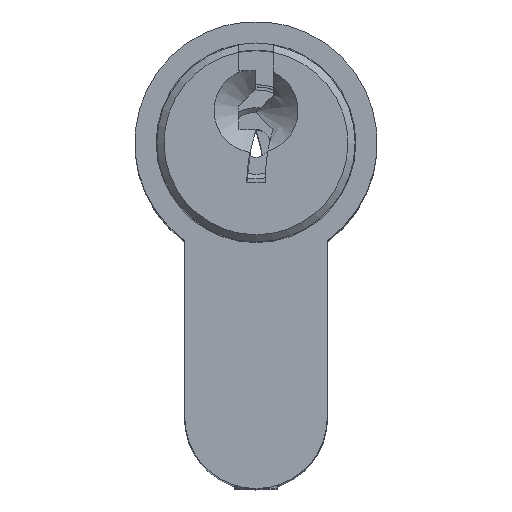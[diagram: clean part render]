
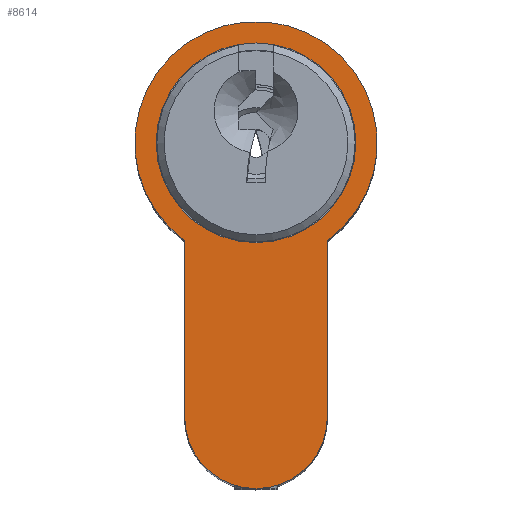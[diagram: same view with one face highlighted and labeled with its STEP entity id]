
A CAD part, top view. The second image highlights one B-rep face of the part: STEP entity #8614.
In plain terms, the highlighted planar face has unit normal (0, 0, 1).
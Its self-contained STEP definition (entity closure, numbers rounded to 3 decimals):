
#29 = VERTEX_POINT ( 'NONE', #6068 ) ;
#670 = DIRECTION ( 'NONE',  ( 0., -1., 0. ) ) ;
#706 = EDGE_CURVE ( 'NONE', #2633, #19658, #19494, .T. ) ;
#767 = ORIENTED_EDGE ( 'NONE', *, *, #706, .T. ) ;
#1072 = AXIS2_PLACEMENT_3D ( 'NONE', #14817, #13282, #1975 ) ;
#1625 = CARTESIAN_POINT ( 'NONE',  ( -5., 2.751, 27.5 ) ) ;
#1650 = VECTOR ( 'NONE', #670, 1000. ) ;
#1726 = DIRECTION ( 'NONE',  ( 1., 0., 0. ) ) ;
#1975 = DIRECTION ( 'NONE',  ( 1., 0., 0. ) ) ;
#2021 = EDGE_LOOP ( 'NONE', ( #19651, #11538, #767, #8739 ) ) ;
#2139 = DIRECTION ( 'NONE',  ( 0., 0., 1. ) ) ;
#2633 = VERTEX_POINT ( 'NONE', #4182 ) ;
#3573 = PLANE ( 'NONE',  #1072 ) ;
#3650 = EDGE_CURVE ( 'NONE', #7470, #7470, #17700, .T. ) ;
#4182 = CARTESIAN_POINT ( 'NONE',  ( 5., 2.751, 27.5 ) ) ;
#4249 = EDGE_LOOP ( 'NONE', ( #14467 ) ) ;
#5118 = CIRCLE ( 'NONE', #10487, 5. ) ;
#5330 = CARTESIAN_POINT ( 'NONE',  ( -5., -9.625, 27.5 ) ) ;
#5853 = CARTESIAN_POINT ( 'NONE',  ( 5., -9.625, 27.5 ) ) ;
#6068 = CARTESIAN_POINT ( 'NONE',  ( 5., -9.625, 27.5 ) ) ;
#6243 = EDGE_CURVE ( 'NONE', #15504, #29, #5118, .T. ) ;
#7410 = AXIS2_PLACEMENT_3D ( 'NONE', #18028, #2139, #13222 ) ;
#7470 = VERTEX_POINT ( 'NONE', #15400 ) ;
#8041 = DIRECTION ( 'NONE',  ( 0., 0., 1. ) ) ;
#8614 = ADVANCED_FACE ( 'NONE', ( #12245, #9489 ), #3573, .T. ) ;
#8739 = ORIENTED_EDGE ( 'NONE', *, *, #14639, .T. ) ;
#9489 = FACE_OUTER_BOUND ( 'NONE', #2021, .T. ) ;
#9794 = VECTOR ( 'NONE', #18727, 1000. ) ;
#9890 = DIRECTION ( 'NONE',  ( 0., 0., 1. ) ) ;
#10487 = AXIS2_PLACEMENT_3D ( 'NONE', #17564, #9890, #13110 ) ;
#11538 = ORIENTED_EDGE ( 'NONE', *, *, #16130, .T. ) ;
#12245 = FACE_BOUND ( 'NONE', #4249, .T. ) ;
#13110 = DIRECTION ( 'NONE',  ( 1., 0., 0. ) ) ;
#13222 = DIRECTION ( 'NONE',  ( 1., 0., 0. ) ) ;
#13282 = DIRECTION ( 'NONE',  ( 0., 0., 1. ) ) ;
#14467 = ORIENTED_EDGE ( 'NONE', *, *, #3650, .F. ) ;
#14639 = EDGE_CURVE ( 'NONE', #19658, #15504, #17808, .T. ) ;
#14817 = CARTESIAN_POINT ( 'NONE',  ( 0., -9.625, 27.5 ) ) ;
#15400 = CARTESIAN_POINT ( 'NONE',  ( 7., 9.625, 27.5 ) ) ;
#15504 = VERTEX_POINT ( 'NONE', #5330 ) ;
#16130 = EDGE_CURVE ( 'NONE', #29, #2633, #18523, .T. ) ;
#17564 = CARTESIAN_POINT ( 'NONE',  ( 0., -9.625, 27.5 ) ) ;
#17700 = CIRCLE ( 'NONE', #7410, 7. ) ;
#17808 = LINE ( 'NONE', #18104, #1650 ) ;
#18028 = CARTESIAN_POINT ( 'NONE',  ( 0., 9.625, 27.5 ) ) ;
#18104 = CARTESIAN_POINT ( 'NONE',  ( -5., -9.625, 27.5 ) ) ;
#18523 = LINE ( 'NONE', #5853, #9794 ) ;
#18727 = DIRECTION ( 'NONE',  ( 0., 1., 0. ) ) ;
#19151 = CARTESIAN_POINT ( 'NONE',  ( 0., 9.625, 27.5 ) ) ;
#19174 = AXIS2_PLACEMENT_3D ( 'NONE', #19151, #8041, #1726 ) ;
#19494 = CIRCLE ( 'NONE', #19174, 8.5 ) ;
#19651 = ORIENTED_EDGE ( 'NONE', *, *, #6243, .T. ) ;
#19658 = VERTEX_POINT ( 'NONE', #1625 ) ;
